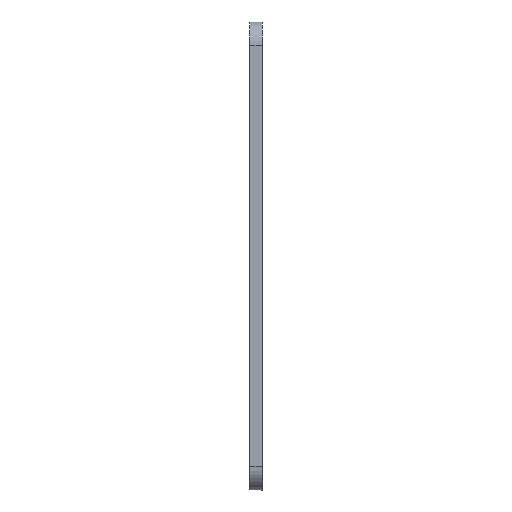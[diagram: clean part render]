
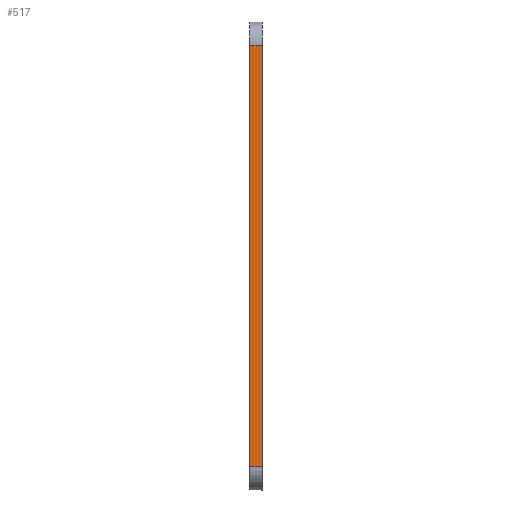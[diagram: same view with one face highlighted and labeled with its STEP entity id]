
A CAD part, left-side view. The second image highlights one B-rep face of the part: STEP entity #517.
In plain terms, the highlighted planar face has unit normal (-1, 0, 0).
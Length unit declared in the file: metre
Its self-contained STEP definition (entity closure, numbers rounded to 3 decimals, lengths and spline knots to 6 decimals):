
#68=ORIENTED_EDGE('',*,*,#214,.T.);
#69=ORIENTED_EDGE('',*,*,#215,.T.);
#70=ORIENTED_EDGE('',*,*,#216,.F.);
#71=ORIENTED_EDGE('',*,*,#217,.T.);
#214=EDGE_CURVE('',#287,#288,#339,.T.);
#215=EDGE_CURVE('',#288,#289,#340,.F.);
#216=EDGE_CURVE('',#290,#289,#341,.T.);
#217=EDGE_CURVE('',#290,#287,#342,.T.);
#287=VERTEX_POINT('',#800);
#288=VERTEX_POINT('',#801);
#289=VERTEX_POINT('',#803);
#290=VERTEX_POINT('',#805);
#339=LINE('',#799,#380);
#340=LINE('',#802,#381);
#341=LINE('',#804,#382);
#342=LINE('',#806,#383);
#380=VECTOR('',#632,1.);
#381=VECTOR('',#633,1.);
#382=VECTOR('',#634,1.);
#383=VECTOR('',#635,1.);
#415=EDGE_LOOP('',(#68,#69,#70,#71));
#460=FACE_BOUND('',#415,.T.);
#505=PLANE('',#558);
#517=ADVANCED_FACE('',(#460),#505,.F.);
#558=AXIS2_PLACEMENT_3D('',#798,#630,#631);
#630=DIRECTION('',(1.,0.,0.));
#631=DIRECTION('',(0.,1.,0.));
#632=DIRECTION('',(0.,0.,1.));
#633=DIRECTION('',(0.,-1.,0.));
#634=DIRECTION('',(0.,0.,1.));
#635=DIRECTION('',(0.,-1.,0.));
#798=CARTESIAN_POINT('',(-0.101159,0.067639,0.077464));
#799=CARTESIAN_POINT('',(-0.101159,0.064464,0.077464));
#800=CARTESIAN_POINT('',(-0.101159,0.064464,0.056481));
#801=CARTESIAN_POINT('',(-0.101159,0.064464,0.16631));
#802=CARTESIAN_POINT('',(-0.101159,0.067639,0.16631));
#803=CARTESIAN_POINT('',(-0.101159,0.067639,0.16631));
#804=CARTESIAN_POINT('',(-0.101159,0.067639,0.077464));
#805=CARTESIAN_POINT('',(-0.101159,0.067639,0.056481));
#806=CARTESIAN_POINT('',(-0.101159,0.064464,0.056481));
